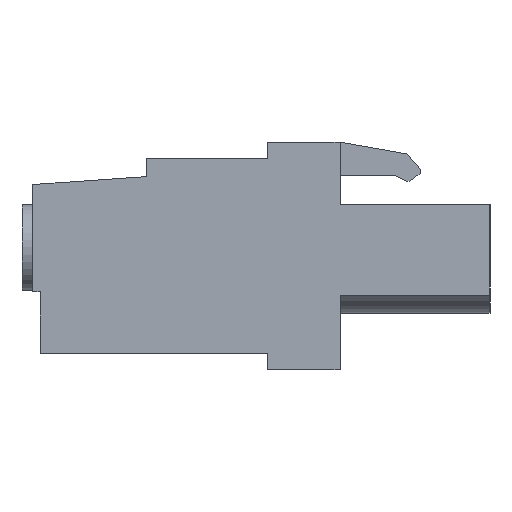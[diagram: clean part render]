
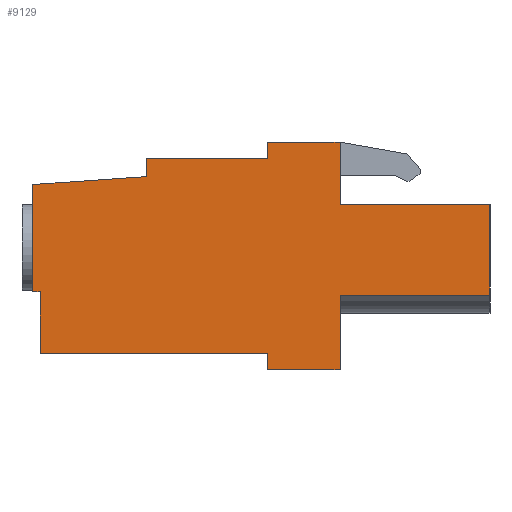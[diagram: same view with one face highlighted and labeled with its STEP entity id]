
A CAD part, left-side view. The second image highlights one B-rep face of the part: STEP entity #9129.
In plain terms, the highlighted planar face has unit normal (-1, 0, 0).
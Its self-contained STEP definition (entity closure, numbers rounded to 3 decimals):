
#14 = ORIENTED_EDGE ( 'NONE', *, *, #2459, .F. ) ;
#67 = EDGE_CURVE ( 'NONE', #10050, #9368, #720, .T. ) ;
#78 = VERTEX_POINT ( 'NONE', #1660 ) ;
#128 = EDGE_CURVE ( 'NONE', #9400, #2548, #10348, .T. ) ;
#246 = VERTEX_POINT ( 'NONE', #483 ) ;
#342 = LINE ( 'NONE', #8503, #8646 ) ;
#397 = DIRECTION ( 'NONE',  ( 0., 0., -1. ) ) ;
#412 = EDGE_CURVE ( 'NONE', #1325, #246, #9484, .T. ) ;
#464 = EDGE_CURVE ( 'NONE', #9635, #10050, #3012, .T. ) ;
#483 = CARTESIAN_POINT ( 'NONE',  ( 0., 0., -9.14 ) ) ;
#507 = DIRECTION ( 'NONE',  ( 0., 0., -1. ) ) ;
#565 = ORIENTED_EDGE ( 'NONE', *, *, #464, .F. ) ;
#720 = LINE ( 'NONE', #3857, #6683 ) ;
#1009 = LINE ( 'NONE', #9107, #9297 ) ;
#1108 = DIRECTION ( 'NONE',  ( 0., 0., 1. ) ) ;
#1153 = CARTESIAN_POINT ( 'NONE',  ( 0., 4., -9.14 ) ) ;
#1163 = CARTESIAN_POINT ( 'NONE',  ( 0., -8.3, 0. ) ) ;
#1325 = VERTEX_POINT ( 'NONE', #8838 ) ;
#1329 = EDGE_CURVE ( 'NONE', #78, #9635, #342, .T. ) ;
#1377 = VERTEX_POINT ( 'NONE', #8080 ) ;
#1408 = ORIENTED_EDGE ( 'NONE', *, *, #8745, .F. ) ;
#1425 = EDGE_CURVE ( 'NONE', #2548, #3742, #3937, .T. ) ;
#1483 = VECTOR ( 'NONE', #5222, 1000. ) ;
#1571 = CARTESIAN_POINT ( 'NONE',  ( 0., 17., -4.815 ) ) ;
#1646 = VERTEX_POINT ( 'NONE', #1163 ) ;
#1660 = CARTESIAN_POINT ( 'NONE',  ( 0., 10.7, 2.555 ) ) ;
#1963 = VECTOR ( 'NONE', #3611, 1000. ) ;
#1978 = VECTOR ( 'NONE', #507, 1000. ) ;
#2084 = EDGE_CURVE ( 'NONE', #6500, #1377, #7049, .T. ) ;
#2172 = ORIENTED_EDGE ( 'NONE', *, *, #5065, .F. ) ;
#2227 = LINE ( 'NONE', #1153, #1963 ) ;
#2244 = CARTESIAN_POINT ( 'NONE',  ( 0., 4., -9.14 ) ) ;
#2245 = EDGE_CURVE ( 'NONE', #1377, #9400, #9716, .T. ) ;
#2251 = LINE ( 'NONE', #2411, #8402 ) ;
#2316 = VERTEX_POINT ( 'NONE', #2244 ) ;
#2368 = CARTESIAN_POINT ( 'NONE',  ( 0., -8.3, -5. ) ) ;
#2411 = CARTESIAN_POINT ( 'NONE',  ( 0., -8.3, -5. ) ) ;
#2444 = CARTESIAN_POINT ( 'NONE',  ( 0., 10.7, 1.555 ) ) ;
#2459 = EDGE_CURVE ( 'NONE', #9368, #4500, #8389, .T. ) ;
#2547 = ORIENTED_EDGE ( 'NONE', *, *, #4271, .F. ) ;
#2548 = VERTEX_POINT ( 'NONE', #8633 ) ;
#2553 = LINE ( 'NONE', #8665, #4239 ) ;
#2786 = LINE ( 'NONE', #9422, #4965 ) ;
#2966 = EDGE_CURVE ( 'NONE', #5385, #6500, #9483, .T. ) ;
#3012 = LINE ( 'NONE', #5403, #8891 ) ;
#3457 = ORIENTED_EDGE ( 'NONE', *, *, #67, .F. ) ;
#3611 = DIRECTION ( 'NONE',  ( 0., 1., 0. ) ) ;
#3652 = LINE ( 'NONE', #7582, #1483 ) ;
#3655 = VECTOR ( 'NONE', #5640, 1000. ) ;
#3669 = DIRECTION ( 'NONE',  ( 0., -1., 0. ) ) ;
#3742 = VERTEX_POINT ( 'NONE', #2444 ) ;
#3857 = CARTESIAN_POINT ( 'NONE',  ( 0., 0., 3.46 ) ) ;
#3919 = DIRECTION ( 'NONE',  ( 0., -1., 0. ) ) ;
#3937 = LINE ( 'NONE', #5823, #3655 ) ;
#3982 = DIRECTION ( 'NONE',  ( 0., 1., 0. ) ) ;
#3994 = ORIENTED_EDGE ( 'NONE', *, *, #10142, .F. ) ;
#4087 = CARTESIAN_POINT ( 'NONE',  ( 0., 17., -4.815 ) ) ;
#4162 = DIRECTION ( 'NONE',  ( 0., 1., 0. ) ) ;
#4239 = VECTOR ( 'NONE', #3919, 1000. ) ;
#4271 = EDGE_CURVE ( 'NONE', #4500, #1646, #2553, .T. ) ;
#4500 = VERTEX_POINT ( 'NONE', #4771 ) ;
#4692 = DIRECTION ( 'NONE',  ( 0., 1., 0. ) ) ;
#4771 = CARTESIAN_POINT ( 'NONE',  ( 0., 0., 0. ) ) ;
#4825 = EDGE_CURVE ( 'NONE', #3742, #78, #1009, .T. ) ;
#4843 = DIRECTION ( 'NONE',  ( 0., 0., 1. ) ) ;
#4943 = CARTESIAN_POINT ( 'NONE',  ( 0., 4., 3.46 ) ) ;
#4965 = VECTOR ( 'NONE', #4692, 1000. ) ;
#5065 = EDGE_CURVE ( 'NONE', #8437, #1325, #2786, .T. ) ;
#5222 = DIRECTION ( 'NONE',  ( 0., 0., 1. ) ) ;
#5267 = ORIENTED_EDGE ( 'NONE', *, *, #1425, .F. ) ;
#5269 = DIRECTION ( 'NONE',  ( 1., 0., 0. ) ) ;
#5286 = VECTOR ( 'NONE', #7733, 1000. ) ;
#5385 = VERTEX_POINT ( 'NONE', #8429 ) ;
#5403 = CARTESIAN_POINT ( 'NONE',  ( 0., 4., 3.46 ) ) ;
#5604 = ORIENTED_EDGE ( 'NONE', *, *, #1329, .F. ) ;
#5621 = DIRECTION ( 'NONE',  ( 0., 0., -1. ) ) ;
#5640 = DIRECTION ( 'NONE',  ( 0., -0.998, 0.07 ) ) ;
#5789 = VECTOR ( 'NONE', #3982, 1000. ) ;
#5823 = CARTESIAN_POINT ( 'NONE',  ( 0., 10.7, 1.555 ) ) ;
#5928 = ORIENTED_EDGE ( 'NONE', *, *, #2966, .F. ) ;
#5957 = CARTESIAN_POINT ( 'NONE',  ( 0., 17., 1.115 ) ) ;
#6120 = ORIENTED_EDGE ( 'NONE', *, *, #412, .F. ) ;
#6425 = AXIS2_PLACEMENT_3D ( 'NONE', #7635, #5269, #397 ) ;
#6470 = CARTESIAN_POINT ( 'NONE',  ( 0., 0., 0. ) ) ;
#6500 = VERTEX_POINT ( 'NONE', #6629 ) ;
#6629 = CARTESIAN_POINT ( 'NONE',  ( 0., 16.6, -8.235 ) ) ;
#6658 = ORIENTED_EDGE ( 'NONE', *, *, #2245, .F. ) ;
#6683 = VECTOR ( 'NONE', #3669, 1000. ) ;
#7049 = LINE ( 'NONE', #7386, #7285 ) ;
#7285 = VECTOR ( 'NONE', #7359, 1000. ) ;
#7359 = DIRECTION ( 'NONE',  ( 0., 0., 1. ) ) ;
#7386 = CARTESIAN_POINT ( 'NONE',  ( 0., 16.6, -4.815 ) ) ;
#7582 = CARTESIAN_POINT ( 'NONE',  ( 0., 4., -8.235 ) ) ;
#7588 = ORIENTED_EDGE ( 'NONE', *, *, #7887, .F. ) ;
#7605 = ORIENTED_EDGE ( 'NONE', *, *, #2084, .F. ) ;
#7635 = CARTESIAN_POINT ( 'NONE',  ( 0., 0., 0. ) ) ;
#7650 = VECTOR ( 'NONE', #4162, 1000. ) ;
#7733 = DIRECTION ( 'NONE',  ( 0., 0., -1. ) ) ;
#7827 = CARTESIAN_POINT ( 'NONE',  ( 0., 0., -9.14 ) ) ;
#7887 = EDGE_CURVE ( 'NONE', #1646, #8437, #2251, .T. ) ;
#7891 = ORIENTED_EDGE ( 'NONE', *, *, #4825, .F. ) ;
#8080 = CARTESIAN_POINT ( 'NONE',  ( 0., 16.6, -4.815 ) ) ;
#8262 = VECTOR ( 'NONE', #4843, 1000. ) ;
#8389 = LINE ( 'NONE', #6470, #1978 ) ;
#8402 = VECTOR ( 'NONE', #5621, 1000. ) ;
#8429 = CARTESIAN_POINT ( 'NONE',  ( 0., 4., -8.235 ) ) ;
#8434 = DIRECTION ( 'NONE',  ( 0., -1., 0. ) ) ;
#8437 = VERTEX_POINT ( 'NONE', #2368 ) ;
#8503 = CARTESIAN_POINT ( 'NONE',  ( 0., 4., 2.555 ) ) ;
#8633 = CARTESIAN_POINT ( 'NONE',  ( 0., 17., 1.115 ) ) ;
#8646 = VECTOR ( 'NONE', #8434, 1000. ) ;
#8665 = CARTESIAN_POINT ( 'NONE',  ( 0., -8.3, 0. ) ) ;
#8745 = EDGE_CURVE ( 'NONE', #246, #2316, #2227, .T. ) ;
#8838 = CARTESIAN_POINT ( 'NONE',  ( 0., 0., -5. ) ) ;
#8859 = FACE_OUTER_BOUND ( 'NONE', #9989, .T. ) ;
#8891 = VECTOR ( 'NONE', #10048, 1000. ) ;
#9067 = ORIENTED_EDGE ( 'NONE', *, *, #128, .F. ) ;
#9094 = CARTESIAN_POINT ( 'NONE',  ( 0., 4., 2.555 ) ) ;
#9107 = CARTESIAN_POINT ( 'NONE',  ( 0., 10.7, 2.555 ) ) ;
#9129 = ADVANCED_FACE ( 'NONE', ( #8859 ), #9988, .F. ) ;
#9297 = VECTOR ( 'NONE', #1108, 1000. ) ;
#9368 = VERTEX_POINT ( 'NONE', #9547 ) ;
#9400 = VERTEX_POINT ( 'NONE', #1571 ) ;
#9422 = CARTESIAN_POINT ( 'NONE',  ( 0., 0., -5. ) ) ;
#9483 = LINE ( 'NONE', #10328, #7650 ) ;
#9484 = LINE ( 'NONE', #7827, #5286 ) ;
#9547 = CARTESIAN_POINT ( 'NONE',  ( 0., 0., 3.46 ) ) ;
#9635 = VERTEX_POINT ( 'NONE', #9094 ) ;
#9716 = LINE ( 'NONE', #4087, #5789 ) ;
#9988 = PLANE ( 'NONE',  #6425 ) ;
#9989 = EDGE_LOOP ( 'NONE', ( #2547, #14, #3457, #565, #5604, #7891, #5267, #9067, #6658, #7605, #5928, #3994, #1408, #6120, #2172, #7588 ) ) ;
#10048 = DIRECTION ( 'NONE',  ( 0., 0., 1. ) ) ;
#10050 = VERTEX_POINT ( 'NONE', #4943 ) ;
#10142 = EDGE_CURVE ( 'NONE', #2316, #5385, #3652, .T. ) ;
#10328 = CARTESIAN_POINT ( 'NONE',  ( 0., 16.6, -8.235 ) ) ;
#10348 = LINE ( 'NONE', #5957, #8262 ) ;
